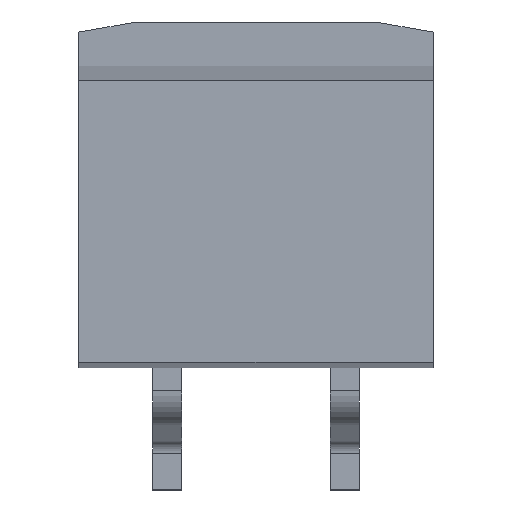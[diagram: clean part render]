
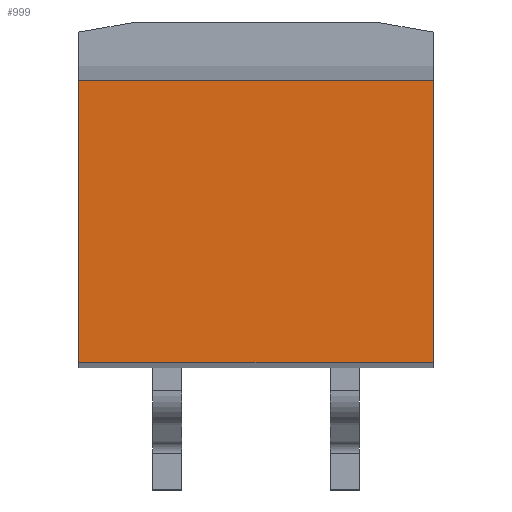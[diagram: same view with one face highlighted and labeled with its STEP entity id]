
A CAD part, top view. The second image highlights one B-rep face of the part: STEP entity #999.
In plain terms, the highlighted planar face has unit normal (0, 0, 1).
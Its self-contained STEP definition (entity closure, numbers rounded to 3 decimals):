
#999 = ADVANCED_FACE('',(#1000),#1014,.F.);
#1000 = FACE_BOUND('',#1001,.T.);
#1001 = EDGE_LOOP('',(#1002,#1037,#1065,#1093));
#1002 = ORIENTED_EDGE('',*,*,#1003,.F.);
#1003 = EDGE_CURVE('',#1004,#1006,#1008,.T.);
#1004 = VERTEX_POINT('',#1005);
#1005 = CARTESIAN_POINT('',(5.08,-8.484,2.285));
#1006 = VERTEX_POINT('',#1007);
#1007 = CARTESIAN_POINT('',(-5.08,-8.484,2.285));
#1008 = SURFACE_CURVE('',#1009,(#1013,#1025),.PCURVE_S1.);
#1009 = LINE('',#1010,#1011);
#1010 = CARTESIAN_POINT('',(0.,-8.484,2.285)
  );
#1011 = VECTOR('',#1012,1.);
#1012 = DIRECTION('',(-1.,0.,0.));
#1013 = PCURVE('',#1014,#1019);
#1014 = PLANE('',#1015);
#1015 = AXIS2_PLACEMENT_3D('',#1016,#1017,#1018);
#1016 = CARTESIAN_POINT('',(0.,-8.64,2.285));
#1017 = DIRECTION('',(0.,0.,-1.));
#1018 = DIRECTION('',(-1.,0.,0.));
#1019 = DEFINITIONAL_REPRESENTATION('',(#1020),#1024);
#1020 = LINE('',#1021,#1022);
#1021 = CARTESIAN_POINT('',(0.,0.156));
#1022 = VECTOR('',#1023,1.);
#1023 = DIRECTION('',(1.,0.));
#1024 = ( GEOMETRIC_REPRESENTATION_CONTEXT(2) 
PARAMETRIC_REPRESENTATION_CONTEXT() REPRESENTATION_CONTEXT('2D SPACE',''
  ) );
#1025 = PCURVE('',#1026,#1031);
#1026 = PLANE('',#1027);
#1027 = AXIS2_PLACEMENT_3D('',#1028,#1029,#1030);
#1028 = CARTESIAN_POINT('',(0.,-8.64,1.015));
#1029 = DIRECTION('',(0.,-0.993,
    0.122));
#1030 = DIRECTION('',(0.,-0.122,-0.993));
#1031 = DEFINITIONAL_REPRESENTATION('',(#1032),#1036);
#1032 = LINE('',#1033,#1034);
#1033 = CARTESIAN_POINT('',(-1.28,0.));
#1034 = VECTOR('',#1035,1.);
#1035 = DIRECTION('',(0.,-1.));
#1036 = ( GEOMETRIC_REPRESENTATION_CONTEXT(2) 
PARAMETRIC_REPRESENTATION_CONTEXT() REPRESENTATION_CONTEXT('2D SPACE',''
  ) );
#1037 = ORIENTED_EDGE('',*,*,#1038,.F.);
#1038 = EDGE_CURVE('',#1039,#1004,#1041,.T.);
#1039 = VERTEX_POINT('',#1040);
#1040 = CARTESIAN_POINT('',(5.08,-0.405,2.285));
#1041 = SURFACE_CURVE('',#1042,(#1046,#1053),.PCURVE_S1.);
#1042 = LINE('',#1043,#1044);
#1043 = CARTESIAN_POINT('',(5.08,-8.64,2.285));
#1044 = VECTOR('',#1045,1.);
#1045 = DIRECTION('',(0.,-1.,0.));
#1046 = PCURVE('',#1014,#1047);
#1047 = DEFINITIONAL_REPRESENTATION('',(#1048),#1052);
#1048 = LINE('',#1049,#1050);
#1049 = CARTESIAN_POINT('',(-5.08,0.));
#1050 = VECTOR('',#1051,1.);
#1051 = DIRECTION('',(0.,-1.));
#1052 = ( GEOMETRIC_REPRESENTATION_CONTEXT(2) 
PARAMETRIC_REPRESENTATION_CONTEXT() REPRESENTATION_CONTEXT('2D SPACE',''
  ) );
#1053 = PCURVE('',#1054,#1059);
#1054 = PLANE('',#1055);
#1055 = AXIS2_PLACEMENT_3D('',#1056,#1057,#1058);
#1056 = CARTESIAN_POINT('',(5.08,-8.64,-0.022));
#1057 = DIRECTION('',(-1.,0.,0.));
#1058 = DIRECTION('',(0.,0.,1.));
#1059 = DEFINITIONAL_REPRESENTATION('',(#1060),#1064);
#1060 = LINE('',#1061,#1062);
#1061 = CARTESIAN_POINT('',(2.307,0.));
#1062 = VECTOR('',#1063,1.);
#1063 = DIRECTION('',(0.,-1.));
#1064 = ( GEOMETRIC_REPRESENTATION_CONTEXT(2) 
PARAMETRIC_REPRESENTATION_CONTEXT() REPRESENTATION_CONTEXT('2D SPACE',''
  ) );
#1065 = ORIENTED_EDGE('',*,*,#1066,.F.);
#1066 = EDGE_CURVE('',#1067,#1039,#1069,.T.);
#1067 = VERTEX_POINT('',#1068);
#1068 = CARTESIAN_POINT('',(-5.08,-0.405,2.285));
#1069 = SURFACE_CURVE('',#1070,(#1074,#1081),.PCURVE_S1.);
#1070 = LINE('',#1071,#1072);
#1071 = CARTESIAN_POINT('',(0.,-0.405,2.285));
#1072 = VECTOR('',#1073,1.);
#1073 = DIRECTION('',(1.,0.,0.));
#1074 = PCURVE('',#1014,#1075);
#1075 = DEFINITIONAL_REPRESENTATION('',(#1076),#1080);
#1076 = LINE('',#1077,#1078);
#1077 = CARTESIAN_POINT('',(0.,8.235));
#1078 = VECTOR('',#1079,1.);
#1079 = DIRECTION('',(-1.,0.));
#1080 = ( GEOMETRIC_REPRESENTATION_CONTEXT(2) 
PARAMETRIC_REPRESENTATION_CONTEXT() REPRESENTATION_CONTEXT('2D SPACE',''
  ) );
#1081 = PCURVE('',#1082,#1087);
#1082 = PLANE('',#1083);
#1083 = AXIS2_PLACEMENT_3D('',#1084,#1085,#1086);
#1084 = CARTESIAN_POINT('',(0.,-0.405,2.285));
#1085 = DIRECTION('',(0.,-0.993,
    -0.122));
#1086 = DIRECTION('',(0.,0.122,-0.993));
#1087 = DEFINITIONAL_REPRESENTATION('',(#1088),#1092);
#1088 = LINE('',#1089,#1090);
#1089 = CARTESIAN_POINT('',(0.,0.));
#1090 = VECTOR('',#1091,1.);
#1091 = DIRECTION('',(0.,1.));
#1092 = ( GEOMETRIC_REPRESENTATION_CONTEXT(2) 
PARAMETRIC_REPRESENTATION_CONTEXT() REPRESENTATION_CONTEXT('2D SPACE',''
  ) );
#1093 = ORIENTED_EDGE('',*,*,#1094,.F.);
#1094 = EDGE_CURVE('',#1006,#1067,#1095,.T.);
#1095 = SURFACE_CURVE('',#1096,(#1100,#1107),.PCURVE_S1.);
#1096 = LINE('',#1097,#1098);
#1097 = CARTESIAN_POINT('',(-5.08,-8.64,2.285));
#1098 = VECTOR('',#1099,1.);
#1099 = DIRECTION('',(0.,1.,0.));
#1100 = PCURVE('',#1014,#1101);
#1101 = DEFINITIONAL_REPRESENTATION('',(#1102),#1106);
#1102 = LINE('',#1103,#1104);
#1103 = CARTESIAN_POINT('',(5.08,0.));
#1104 = VECTOR('',#1105,1.);
#1105 = DIRECTION('',(0.,1.));
#1106 = ( GEOMETRIC_REPRESENTATION_CONTEXT(2) 
PARAMETRIC_REPRESENTATION_CONTEXT() REPRESENTATION_CONTEXT('2D SPACE',''
  ) );
#1107 = PCURVE('',#1108,#1113);
#1108 = PLANE('',#1109);
#1109 = AXIS2_PLACEMENT_3D('',#1110,#1111,#1112);
#1110 = CARTESIAN_POINT('',(-5.08,-8.64,-0.022));
#1111 = DIRECTION('',(-1.,0.,0.));
#1112 = DIRECTION('',(0.,0.,1.));
#1113 = DEFINITIONAL_REPRESENTATION('',(#1114),#1118);
#1114 = LINE('',#1115,#1116);
#1115 = CARTESIAN_POINT('',(2.307,0.));
#1116 = VECTOR('',#1117,1.);
#1117 = DIRECTION('',(0.,1.));
#1118 = ( GEOMETRIC_REPRESENTATION_CONTEXT(2) 
PARAMETRIC_REPRESENTATION_CONTEXT() REPRESENTATION_CONTEXT('2D SPACE',''
  ) );
